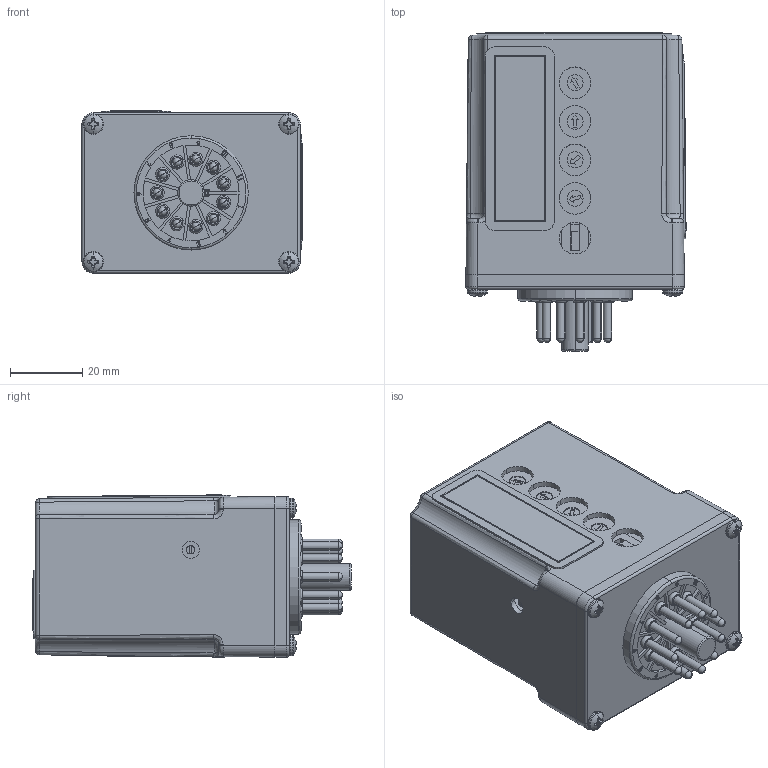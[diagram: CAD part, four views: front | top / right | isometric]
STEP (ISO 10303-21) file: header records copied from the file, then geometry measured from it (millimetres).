
FILE_DESCRIPTION (( 'STEP AP214' ), '1' );
FILE_NAME ('JA1-001 X1 (STEP).STEP', '2024-04-08T18:29:57', ( '' ), ( '' ), 'SwSTEP 2.0', 'SolidWorks 2021', '' );
FILE_SCHEMA (( 'AUTOMOTIVE_DESIGN' ));
Length unit declared in the file: inch
Products named in the file (1): JA1-001 X1 (STEP)
Bounding box: 60.97 x 88.14 x 44.95 mm (x, y, z)
Volume: 66151.3 mm3; surface area: 73124.9 mm2
Topology: 51 solids, 51 shells, 1997 faces, 5585 edges, 3853 vertices
Faces by surface type: plane 912, cylinder 794, bspline 106, torus 85, sphere 50, cone 50
Entity records: 106499 total; most frequent: CARTESIAN_POINT 31774, ORIENTED_EDGE 11026, DIRECTION 8756, EDGE_CURVE 5513, VERTEX_POINT 3831, LINE 2986, VECTOR 2986, AXIS2_PLACEMENT_3D 2885
